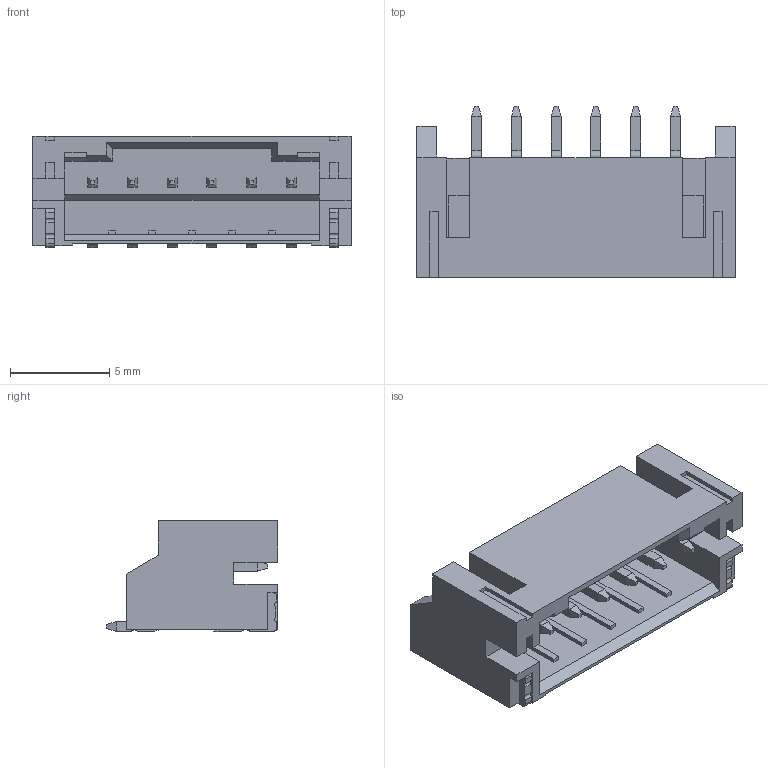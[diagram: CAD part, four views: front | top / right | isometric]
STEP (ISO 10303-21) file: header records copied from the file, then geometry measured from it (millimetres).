
FILE_DESCRIPTION(/* description */ ('Unknown'),/* implementation_level */ '2;1');
FILE_NAME(/* name */ 'J_Wurth_WR-WTB_620106131822',/* time_stamp */ '2025-05-23T17:51:50+08:00',/* author */ ('Unknown'),/* organization */ ('Unknown'),/* preprocessor_version */ 'ST-DEVELOPER v19.4',/* originating_system */ 'Solid Edge',/* authorisation */ 'Unknown');
FILE_SCHEMA (('AUTOMOTIVE_DESIGN {1 0 10303 214 3 1 1}'));
Length unit declared in the file: millimetre
Products named in the file (2): J_Wurth_WR-WTB_620106131822
Assembly tree (1 placements, depth 2):
  J_Wurth_WR-WTB_620106131822
    J_Wurth_WR-WTB_620106131822
Bounding box: 16 x 8.6 x 5.58 mm (x, y, z)
Volume: 277.3 mm3; surface area: 748.3 mm2
Topology: 1 solids, 3 shells, 349 faces, 926 edges, 586 vertices
Faces by surface type: plane 299, cylinder 50
Entity records: 13092 total; most frequent: CARTESIAN_POINT 1863, ORIENTED_EDGE 1852, DIRECTION 1762, EDGE_CURVE 926, LINE 792, VECTOR 792, VERTEX_POINT 586, AXIS2_PLACEMENT_3D 485
